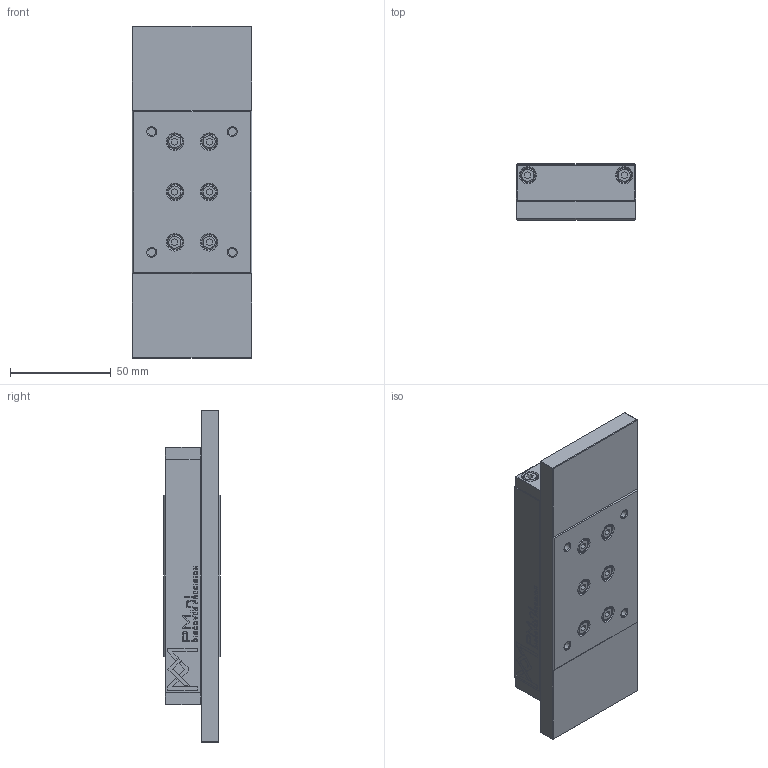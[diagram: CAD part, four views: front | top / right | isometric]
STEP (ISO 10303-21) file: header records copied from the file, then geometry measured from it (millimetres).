
FILE_DESCRIPTION(/* description */ (''),/* implementation_level */ '2;1');
FILE_NAME(/* name */ 'RTNG-3075.stp',/* time_stamp */ '2024-10-01T11:50:14+02:00',/* author */ (''),/* organization */ (''),/* preprocessor_version */ 'ST-DEVELOPER v16.7',/* originating_system */ 'SIEMENS PLM Software NX 12.0',/* authorisation */ '');
FILE_SCHEMA (('AUTOMOTIVE_DESIGN { 1 0 10303 214 3 1 1 1 }'));
Length unit declared in the file: millimetre
Products named in the file (1): RTNG-3075_stp
Bounding box: 59.5 x 28 x 165 mm (x, y, z)
Volume: 200254.1 mm3; surface area: 61606.8 mm2
Topology: 4 solids, 4 shells, 1079 faces, 2719 edges, 1756 vertices
Faces by surface type: plane 728, bspline 180, cylinder 91, cone 48, torus 32
Entity records: 36978 total; most frequent: CARTESIAN_POINT 8039, ORIENTED_EDGE 5438, DIRECTION 4469, EDGE_CURVE 2719, LINE 2049, VECTOR 2049, VERTEX_POINT 1756, AXIS2_PLACEMENT_3D 1210
